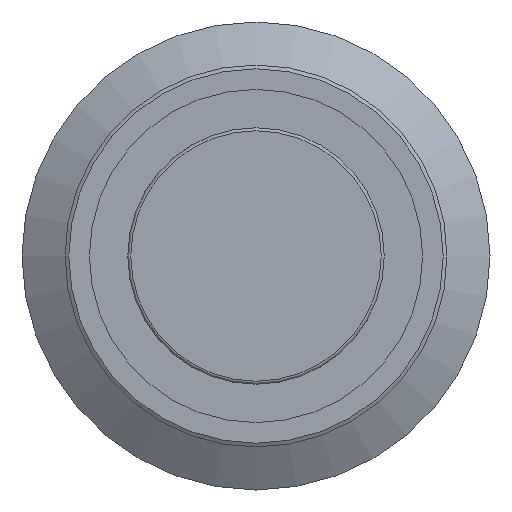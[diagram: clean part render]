
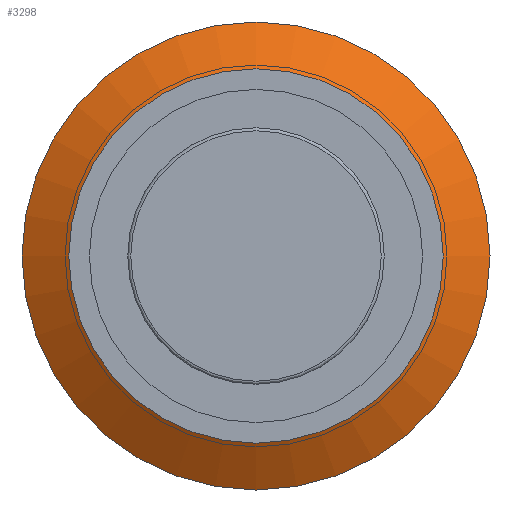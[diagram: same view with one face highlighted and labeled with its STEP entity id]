
A CAD part, front view. The second image highlights one B-rep face of the part: STEP entity #3298.
In plain terms, the highlighted conical face has half-angle 59.036 degrees and reference radius 11.25 mm.
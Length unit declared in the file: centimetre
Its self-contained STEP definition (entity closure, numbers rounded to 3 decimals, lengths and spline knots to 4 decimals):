
#15=CONICAL_SURFACE('',#3684,1.125,1.03);
#381=LINE('',#5878,#656);
#656=VECTOR('',#4704,1.125);
#828=FACE_OUTER_BOUND('',#1027,.T.);
#1027=EDGE_LOOP('',(#2986,#2987,#2988,#2989));
#1232=CIRCLE('',#3683,1.25);
#1233=CIRCLE('',#3685,1.);
#1552=VERTEX_POINT('',#5872);
#1553=VERTEX_POINT('',#5876);
#2032=EDGE_CURVE('',#1552,#1552,#1232,.T.);
#2034=EDGE_CURVE('',#1553,#1553,#1233,.T.);
#2035=EDGE_CURVE('',#1553,#1552,#381,.T.);
#2986=ORIENTED_EDGE('',*,*,#2034,.F.);
#2987=ORIENTED_EDGE('',*,*,#2035,.T.);
#2988=ORIENTED_EDGE('',*,*,#2032,.T.);
#2989=ORIENTED_EDGE('',*,*,#2035,.F.);
#3298=ADVANCED_FACE('',(#828),#15,.T.);
#3683=AXIS2_PLACEMENT_3D('',#5873,#4697,#4698);
#3684=AXIS2_PLACEMENT_3D('',#5875,#4700,#4701);
#3685=AXIS2_PLACEMENT_3D('',#5877,#4702,#4703);
#4697=DIRECTION('center_axis',(0.,-1.,0.));
#4698=DIRECTION('ref_axis',(-1.,0.,0.));
#4700=DIRECTION('center_axis',(0.,1.,0.));
#4701=DIRECTION('ref_axis',(-1.,0.,0.));
#4702=DIRECTION('center_axis',(0.,-1.,0.));
#4703=DIRECTION('ref_axis',(-1.,0.,0.));
#4704=DIRECTION('',(0.857,0.514,0.));
#5872=CARTESIAN_POINT('',(1.25,-0.05,0.));
#5873=CARTESIAN_POINT('Origin',(0.,-0.05,
0.));
#5875=CARTESIAN_POINT('Origin',(0.,-0.125,0.));
#5876=CARTESIAN_POINT('',(1.,-0.2,0.));
#5877=CARTESIAN_POINT('Origin',(0.,-0.2,0.));
#5878=CARTESIAN_POINT('',(1.125,-0.125,0.));
